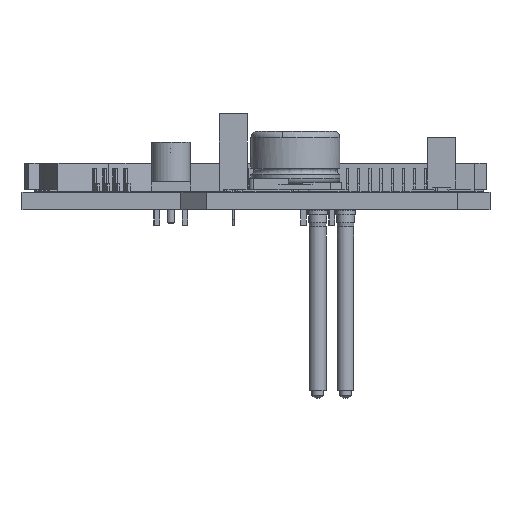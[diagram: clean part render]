
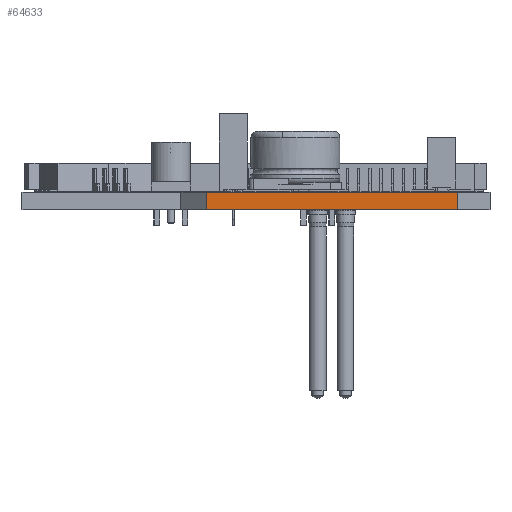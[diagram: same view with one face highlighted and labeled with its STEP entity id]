
A CAD part, left-side view. The second image highlights one B-rep face of the part: STEP entity #64633.
In plain terms, the highlighted planar face has unit normal (-1, 0, 0).
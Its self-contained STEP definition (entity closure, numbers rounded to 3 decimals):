
#64633 = ADVANCED_FACE('',(#64634),#64648,.T.);
#64634 = FACE_BOUND('',#64635,.T.);
#64635 = EDGE_LOOP('',(#64636,#64671,#64699,#64727));
#64636 = ORIENTED_EDGE('',*,*,#64637,.T.);
#64637 = EDGE_CURVE('',#64638,#64640,#64642,.T.);
#64638 = VERTEX_POINT('',#64639);
#64639 = CARTESIAN_POINT('',(118.,-117.6,0.));
#64640 = VERTEX_POINT('',#64641);
#64641 = CARTESIAN_POINT('',(118.,-117.6,1.6));
#64642 = SURFACE_CURVE('',#64643,(#64647,#64659),.PCURVE_S1.);
#64643 = LINE('',#64644,#64645);
#64644 = CARTESIAN_POINT('',(118.,-117.6,0.));
#64645 = VECTOR('',#64646,1.);
#64646 = DIRECTION('',(0.,0.,1.));
#64647 = PCURVE('',#64648,#64653);
#64648 = PLANE('',#64649);
#64649 = AXIS2_PLACEMENT_3D('',#64650,#64651,#64652);
#64650 = CARTESIAN_POINT('',(118.,-117.6,0.));
#64651 = DIRECTION('',(-1.,0.,0.));
#64652 = DIRECTION('',(0.,1.,0.));
#64653 = DEFINITIONAL_REPRESENTATION('',(#64654),#64658);
#64654 = LINE('',#64655,#64656);
#64655 = CARTESIAN_POINT('',(0.,0.));
#64656 = VECTOR('',#64657,1.);
#64657 = DIRECTION('',(0.,-1.));
#64658 = ( GEOMETRIC_REPRESENTATION_CONTEXT(2) 
PARAMETRIC_REPRESENTATION_CONTEXT() REPRESENTATION_CONTEXT('2D SPACE',''
  ) );
#64659 = PCURVE('',#64660,#64665);
#64660 = PLANE('',#64661);
#64661 = AXIS2_PLACEMENT_3D('',#64662,#64663,#64664);
#64662 = CARTESIAN_POINT('',(135.4,-117.6,0.));
#64663 = DIRECTION('',(0.,-1.,0.));
#64664 = DIRECTION('',(-1.,0.,0.));
#64665 = DEFINITIONAL_REPRESENTATION('',(#64666),#64670);
#64666 = LINE('',#64667,#64668);
#64667 = CARTESIAN_POINT('',(17.4,0.));
#64668 = VECTOR('',#64669,1.);
#64669 = DIRECTION('',(0.,-1.));
#64670 = ( GEOMETRIC_REPRESENTATION_CONTEXT(2) 
PARAMETRIC_REPRESENTATION_CONTEXT() REPRESENTATION_CONTEXT('2D SPACE',''
  ) );
#64671 = ORIENTED_EDGE('',*,*,#64672,.T.);
#64672 = EDGE_CURVE('',#64640,#64673,#64675,.T.);
#64673 = VERTEX_POINT('',#64674);
#64674 = CARTESIAN_POINT('',(118.,-95.,1.6));
#64675 = SURFACE_CURVE('',#64676,(#64680,#64687),.PCURVE_S1.);
#64676 = LINE('',#64677,#64678);
#64677 = CARTESIAN_POINT('',(118.,-117.6,1.6));
#64678 = VECTOR('',#64679,1.);
#64679 = DIRECTION('',(0.,1.,0.));
#64680 = PCURVE('',#64648,#64681);
#64681 = DEFINITIONAL_REPRESENTATION('',(#64682),#64686);
#64682 = LINE('',#64683,#64684);
#64683 = CARTESIAN_POINT('',(0.,-1.6));
#64684 = VECTOR('',#64685,1.);
#64685 = DIRECTION('',(1.,0.));
#64686 = ( GEOMETRIC_REPRESENTATION_CONTEXT(2) 
PARAMETRIC_REPRESENTATION_CONTEXT() REPRESENTATION_CONTEXT('2D SPACE',''
  ) );
#64687 = PCURVE('',#64688,#64693);
#64688 = PLANE('',#64689);
#64689 = AXIS2_PLACEMENT_3D('',#64690,#64691,#64692);
#64690 = CARTESIAN_POINT('',(151.921,-103.058,1.6));
#64691 = DIRECTION('',(-0.,-0.,-1.));
#64692 = DIRECTION('',(-1.,0.,0.));
#64693 = DEFINITIONAL_REPRESENTATION('',(#64694),#64698);
#64694 = LINE('',#64695,#64696);
#64695 = CARTESIAN_POINT('',(33.921,-14.542));
#64696 = VECTOR('',#64697,1.);
#64697 = DIRECTION('',(0.,1.));
#64698 = ( GEOMETRIC_REPRESENTATION_CONTEXT(2) 
PARAMETRIC_REPRESENTATION_CONTEXT() REPRESENTATION_CONTEXT('2D SPACE',''
  ) );
#64699 = ORIENTED_EDGE('',*,*,#64700,.F.);
#64700 = EDGE_CURVE('',#64701,#64673,#64703,.T.);
#64701 = VERTEX_POINT('',#64702);
#64702 = CARTESIAN_POINT('',(118.,-95.,0.));
#64703 = SURFACE_CURVE('',#64704,(#64708,#64715),.PCURVE_S1.);
#64704 = LINE('',#64705,#64706);
#64705 = CARTESIAN_POINT('',(118.,-95.,0.));
#64706 = VECTOR('',#64707,1.);
#64707 = DIRECTION('',(0.,0.,1.));
#64708 = PCURVE('',#64648,#64709);
#64709 = DEFINITIONAL_REPRESENTATION('',(#64710),#64714);
#64710 = LINE('',#64711,#64712);
#64711 = CARTESIAN_POINT('',(22.6,0.));
#64712 = VECTOR('',#64713,1.);
#64713 = DIRECTION('',(0.,-1.));
#64714 = ( GEOMETRIC_REPRESENTATION_CONTEXT(2) 
PARAMETRIC_REPRESENTATION_CONTEXT() REPRESENTATION_CONTEXT('2D SPACE',''
  ) );
#64715 = PCURVE('',#64716,#64721);
#64716 = PLANE('',#64717);
#64717 = AXIS2_PLACEMENT_3D('',#64718,#64719,#64720);
#64718 = CARTESIAN_POINT('',(118.,-95.,0.));
#64719 = DIRECTION('',(0.,1.,0.));
#64720 = DIRECTION('',(1.,0.,0.));
#64721 = DEFINITIONAL_REPRESENTATION('',(#64722),#64726);
#64722 = LINE('',#64723,#64724);
#64723 = CARTESIAN_POINT('',(0.,0.));
#64724 = VECTOR('',#64725,1.);
#64725 = DIRECTION('',(0.,-1.));
#64726 = ( GEOMETRIC_REPRESENTATION_CONTEXT(2) 
PARAMETRIC_REPRESENTATION_CONTEXT() REPRESENTATION_CONTEXT('2D SPACE',''
  ) );
#64727 = ORIENTED_EDGE('',*,*,#64728,.F.);
#64728 = EDGE_CURVE('',#64638,#64701,#64729,.T.);
#64729 = SURFACE_CURVE('',#64730,(#64734,#64741),.PCURVE_S1.);
#64730 = LINE('',#64731,#64732);
#64731 = CARTESIAN_POINT('',(118.,-117.6,0.));
#64732 = VECTOR('',#64733,1.);
#64733 = DIRECTION('',(0.,1.,0.));
#64734 = PCURVE('',#64648,#64735);
#64735 = DEFINITIONAL_REPRESENTATION('',(#64736),#64740);
#64736 = LINE('',#64737,#64738);
#64737 = CARTESIAN_POINT('',(0.,0.));
#64738 = VECTOR('',#64739,1.);
#64739 = DIRECTION('',(1.,0.));
#64740 = ( GEOMETRIC_REPRESENTATION_CONTEXT(2) 
PARAMETRIC_REPRESENTATION_CONTEXT() REPRESENTATION_CONTEXT('2D SPACE',''
  ) );
#64741 = PCURVE('',#64742,#64747);
#64742 = PLANE('',#64743);
#64743 = AXIS2_PLACEMENT_3D('',#64744,#64745,#64746);
#64744 = CARTESIAN_POINT('',(151.921,-103.058,0.));
#64745 = DIRECTION('',(-0.,-0.,-1.));
#64746 = DIRECTION('',(-1.,0.,0.));
#64747 = DEFINITIONAL_REPRESENTATION('',(#64748),#64752);
#64748 = LINE('',#64749,#64750);
#64749 = CARTESIAN_POINT('',(33.921,-14.542));
#64750 = VECTOR('',#64751,1.);
#64751 = DIRECTION('',(0.,1.));
#64752 = ( GEOMETRIC_REPRESENTATION_CONTEXT(2) 
PARAMETRIC_REPRESENTATION_CONTEXT() REPRESENTATION_CONTEXT('2D SPACE',''
  ) );
